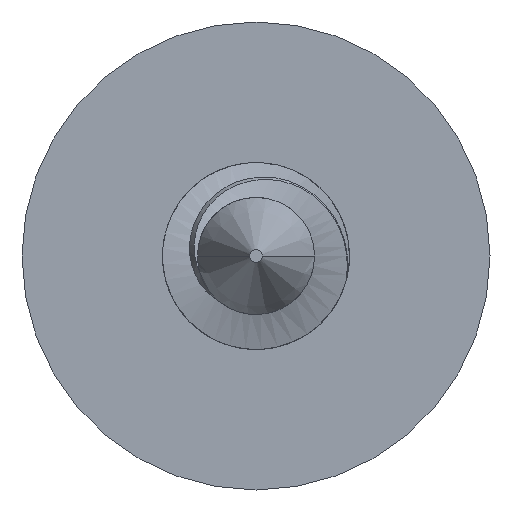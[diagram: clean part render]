
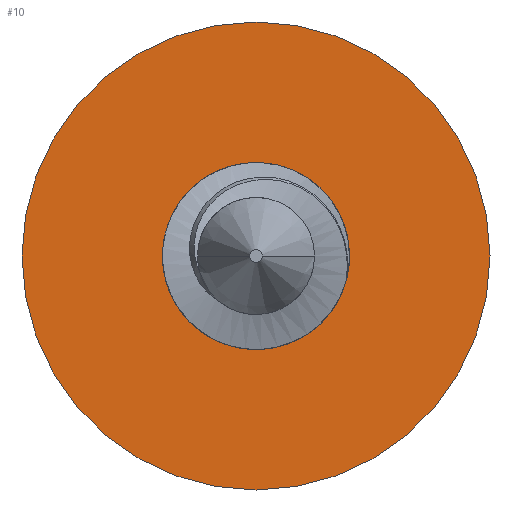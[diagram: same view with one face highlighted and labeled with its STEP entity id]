
A CAD part, front view. The second image highlights one B-rep face of the part: STEP entity #10.
In plain terms, the highlighted planar face has unit normal (0, -1, 0).
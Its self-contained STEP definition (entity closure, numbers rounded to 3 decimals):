
#10 = ADVANCED_FACE ( 'NONE', ( #314, #3893 ), #1291, .F. ) ;
#47 = CARTESIAN_POINT ( 'NONE',  ( 3.5, 58.25, 0. ) ) ;
#121 = DIRECTION ( 'NONE',  ( 0., 1., 0. ) ) ;
#240 = CARTESIAN_POINT ( 'NONE',  ( -10., 58.25, 0. ) ) ;
#310 = AXIS2_PLACEMENT_3D ( 'NONE', #1792, #121, #1088 ) ;
#314 = FACE_OUTER_BOUND ( 'NONE', #822, .T. ) ;
#596 = DIRECTION ( 'NONE',  ( 0., 1., 0. ) ) ;
#717 = AXIS2_PLACEMENT_3D ( 'NONE', #953, #596, #2257 ) ;
#822 = EDGE_LOOP ( 'NONE', ( #3749, #4097 ) ) ;
#830 = ORIENTED_EDGE ( 'NONE', *, *, #2151, .T. ) ;
#953 = CARTESIAN_POINT ( 'NONE',  ( 0., 58.25, 0. ) ) ;
#1088 = DIRECTION ( 'NONE',  ( -1., 0., 0. ) ) ;
#1181 = CARTESIAN_POINT ( 'NONE',  ( 0., 58.25, 0. ) ) ;
#1249 = VERTEX_POINT ( 'NONE', #3999 ) ;
#1264 = DIRECTION ( 'NONE',  ( 0., 1., 0. ) ) ;
#1291 = PLANE ( 'NONE',  #4099 ) ;
#1484 = VERTEX_POINT ( 'NONE', #240 ) ;
#1786 = DIRECTION ( 'NONE',  ( -1., 0., 0. ) ) ;
#1792 = CARTESIAN_POINT ( 'NONE',  ( 0., 58.25, 0. ) ) ;
#1814 = ORIENTED_EDGE ( 'NONE', *, *, #2751, .T. ) ;
#1961 = AXIS2_PLACEMENT_3D ( 'NONE', #3299, #3146, #2423 ) ;
#1972 = VERTEX_POINT ( 'NONE', #3015 ) ;
#2026 = EDGE_CURVE ( 'NONE', #1484, #3735, #3315, .T. ) ;
#2151 = EDGE_CURVE ( 'NONE', #1972, #1249, #2830, .T. ) ;
#2248 = DIRECTION ( 'NONE',  ( -1., 0., 0. ) ) ;
#2257 = DIRECTION ( 'NONE',  ( -1., 0., 0. ) ) ;
#2423 = DIRECTION ( 'NONE',  ( -1., 0., 0. ) ) ;
#2654 = EDGE_LOOP ( 'NONE', ( #830, #1814 ) ) ;
#2687 = CIRCLE ( 'NONE', #717, 3.5 ) ;
#2751 = EDGE_CURVE ( 'NONE', #1249, #1972, #2687, .T. ) ;
#2830 = CIRCLE ( 'NONE', #3441, 3.5 ) ;
#2839 = CIRCLE ( 'NONE', #310, 10. ) ;
#3015 = CARTESIAN_POINT ( 'NONE',  ( -3.5, 58.25, 0. ) ) ;
#3146 = DIRECTION ( 'NONE',  ( 0., 1., 0. ) ) ;
#3299 = CARTESIAN_POINT ( 'NONE',  ( 0., 58.25, 0. ) ) ;
#3315 = CIRCLE ( 'NONE', #1961, 10. ) ;
#3441 = AXIS2_PLACEMENT_3D ( 'NONE', #1181, #4025, #1786 ) ;
#3735 = VERTEX_POINT ( 'NONE', #4112 ) ;
#3749 = ORIENTED_EDGE ( 'NONE', *, *, #2026, .F. ) ;
#3893 = FACE_BOUND ( 'NONE', #2654, .T. ) ;
#3999 = CARTESIAN_POINT ( 'NONE',  ( 3.5, 58.25, 0. ) ) ;
#4025 = DIRECTION ( 'NONE',  ( 0., 1., 0. ) ) ;
#4083 = EDGE_CURVE ( 'NONE', #3735, #1484, #2839, .T. ) ;
#4097 = ORIENTED_EDGE ( 'NONE', *, *, #4083, .F. ) ;
#4099 = AXIS2_PLACEMENT_3D ( 'NONE', #47, #1264, #2248 ) ;
#4112 = CARTESIAN_POINT ( 'NONE',  ( 10., 58.25, 0. ) ) ;
